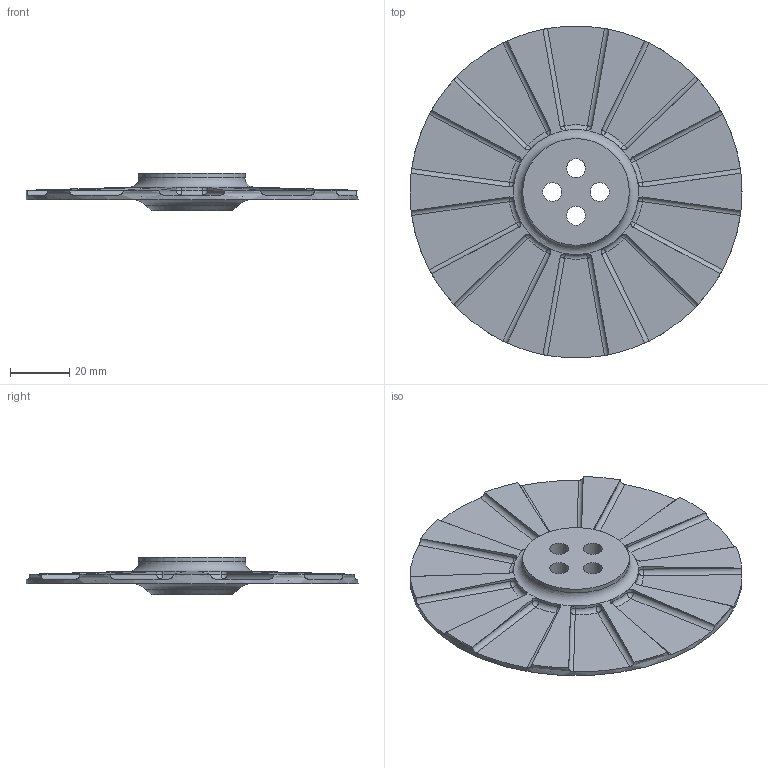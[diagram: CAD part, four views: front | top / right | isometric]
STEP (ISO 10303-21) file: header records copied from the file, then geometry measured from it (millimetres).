
FILE_DESCRIPTION(/* description */ ('STEP AP242','CAx-IF Rec.Pracs.---Representation and Presentation of Product Manufacturing Information (PMI)---4.0---2014-10-13','CAx-IF Rec.Pracs.---3D Tessellated Geometry---0.4---2014-09-14','2;1'),/* implementation_level */ '2;1');
FILE_NAME(/* name */ '67ba13b46bcbfd1e787cd317',/* time_stamp */ '2025-02-22T18:13:08Z',/* author */ (''),/* organization */ (''),/* preprocessor_version */ 'ST-DEVELOPER v20',/* originating_system */ 'ONSHAPE BY PTC INC, 1.194',/* authorisation */ ' ');
FILE_SCHEMA (('AP242_MANAGED_MODEL_BASED_3D_ENGINEERING_MIM_LF { 1 0 10303 442 1 1 4 }'));
Length unit declared in the file: metre
Products named in the file (1): Part 12
Bounding box: 112 x 112 x 12.58 mm (x, y, z)
Volume: 24826.6 mm3; surface area: 23413.6 mm2
Topology: 1 solids, 1 shells, 174 faces, 449 edges, 260 vertices
Faces by surface type: cylinder 76, plane 55, sphere 20, torus 12, cone 11
Full cylindrical faces by diameter (mm): 6.4 x4, 36 x1, 112 x1
Entity records: 5162 total; most frequent: CARTESIAN_POINT 1063, DIRECTION 898, ORIENTED_EDGE 828, EDGE_CURVE 414, AXIS2_PLACEMENT_3D 369, VERTEX_POINT 254, CIRCLE 194, EDGE_LOOP 194
